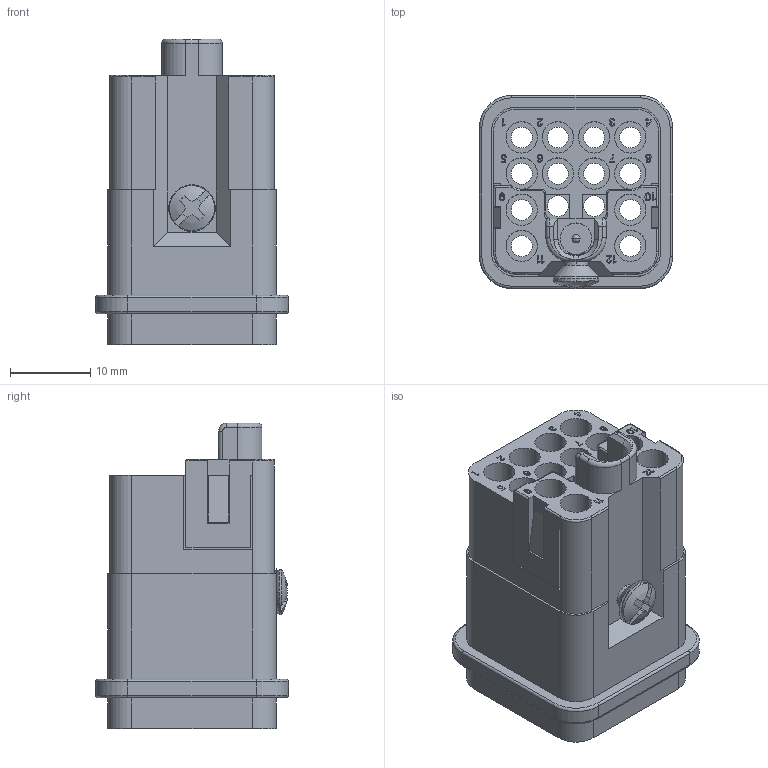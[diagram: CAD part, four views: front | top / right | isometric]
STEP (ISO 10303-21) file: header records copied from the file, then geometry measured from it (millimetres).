
FILE_DESCRIPTION(('Creo Elements/Direct Modeling STEP Export'),'2;1');
FILE_NAME('0lndrr054u6kkhc3644','2020-09-28T13:18:36',(''),(''),'Creo Elements/Direct Modeling STEP processor for AP214 (Solid Model)','Creo Elements/Direct Modeling 20.1B 02-Apr-2019 (C) Parametric Technology GmbH','');
FILE_SCHEMA(('AUTOMOTIVE_DESIGN { 1 0 10303 214 1 1 1 1 }'));
Length unit declared in the file: millimetre
Products named in the file (2): CQM 12 CIF
Assembly tree (1 placements, depth 2):
  CQM 12 CIF
    CQM 12 CIF
Bounding box: 24 x 24 x 38 mm (x, y, z)
Volume: 7108.3 mm3; surface area: 8527.4 mm2
Topology: 1 solids, 1 shells, 486 faces, 2360 edges, 1963 vertices
Faces by surface type: plane 250, cylinder 190, torus 31, sphere 6, bspline 5, cone 4
Entity records: 25968 total; most frequent: CARTESIAN_POINT 5703, ORIENTED_EDGE 4712, DIRECTION 3327, EDGE_CURVE 2356, VERTEX_POINT 1963, VECTOR 1795, LINE 1795, AXIS2_PLACEMENT_3D 766
